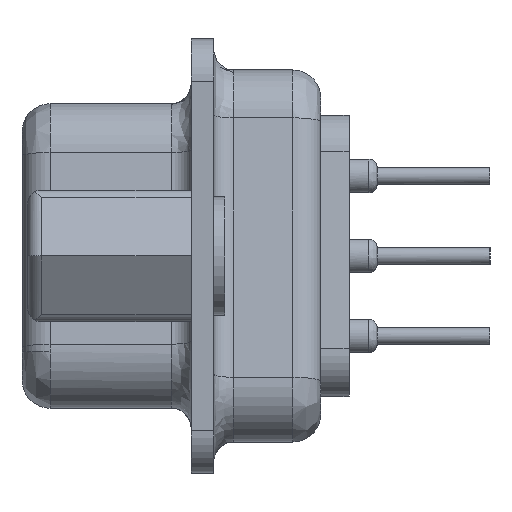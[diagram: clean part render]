
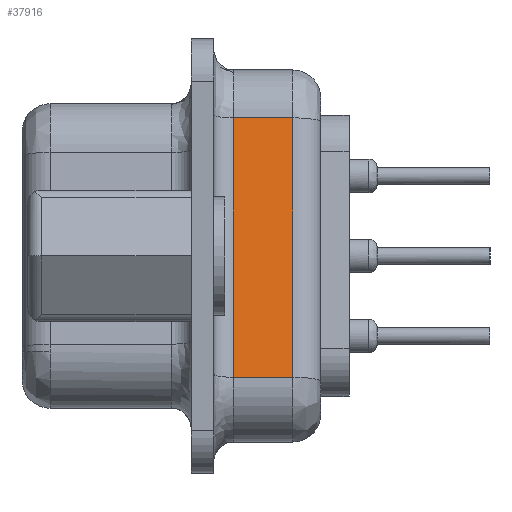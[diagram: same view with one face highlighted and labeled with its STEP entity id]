
A CAD part, left-side view. The second image highlights one B-rep face of the part: STEP entity #37916.
In plain terms, the highlighted planar face has unit normal (-0.989, 0, 0.15).
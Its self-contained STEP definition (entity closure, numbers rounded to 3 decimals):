
#1650 = EDGE_CURVE ( 'NONE', #28869, #5551, #23132, .T. ) ;
#2064 = EDGE_LOOP ( 'NONE', ( #32398, #13166, #11751, #28028 ) ) ;
#2522 = CARTESIAN_POINT ( 'NONE',  ( 0.586, 2., 44.1 ) ) ;
#4500 = FACE_OUTER_BOUND ( 'NONE', #2064, .T. ) ;
#5551 = VERTEX_POINT ( 'NONE', #20161 ) ;
#5880 = DIRECTION ( 'NONE',  ( -0.15, 0., -0.989 ) ) ;
#6094 = DIRECTION ( 'NONE',  ( 0., -1., 0. ) ) ;
#9483 = CARTESIAN_POINT ( 'NONE',  ( 1.98, 2., 53.3 ) ) ;
#11686 = DIRECTION ( 'NONE',  ( 0.15, 0., 0.989 ) ) ;
#11751 = ORIENTED_EDGE ( 'NONE', *, *, #1650, .T. ) ;
#11894 = CARTESIAN_POINT ( 'NONE',  ( 0.586, 74.235, 44.1 ) ) ;
#11954 = VECTOR ( 'NONE', #5880, 1000. ) ;
#12808 = LINE ( 'NONE', #36710, #29249 ) ;
#13166 = ORIENTED_EDGE ( 'NONE', *, *, #21468, .F. ) ;
#13638 = VERTEX_POINT ( 'NONE', #2522 ) ;
#13779 = AXIS2_PLACEMENT_3D ( 'NONE', #11894, #35315, #11686 ) ;
#16674 = VERTEX_POINT ( 'NONE', #36880 ) ;
#18125 = EDGE_CURVE ( 'NONE', #16674, #13638, #12808, .T. ) ;
#20161 = CARTESIAN_POINT ( 'NONE',  ( 1.98, 4.1, 53.3 ) ) ;
#20183 = LINE ( 'NONE', #40495, #35209 ) ;
#21468 = EDGE_CURVE ( 'NONE', #28869, #13638, #25788, .T. ) ;
#23132 = LINE ( 'NONE', #43031, #30189 ) ;
#25735 = PLANE ( 'NONE',  #13779 ) ;
#25788 = LINE ( 'NONE', #39628, #11954 ) ;
#26672 = DIRECTION ( 'NONE',  ( -0.15, 0., -0.989 ) ) ;
#28028 = ORIENTED_EDGE ( 'NONE', *, *, #39232, .T. ) ;
#28869 = VERTEX_POINT ( 'NONE', #9483 ) ;
#29249 = VECTOR ( 'NONE', #6094, 1000. ) ;
#30189 = VECTOR ( 'NONE', #36317, 1000. ) ;
#32398 = ORIENTED_EDGE ( 'NONE', *, *, #18125, .T. ) ;
#35209 = VECTOR ( 'NONE', #26672, 1000. ) ;
#35315 = DIRECTION ( 'NONE',  ( -0.989, 0., 0.15 ) ) ;
#36317 = DIRECTION ( 'NONE',  ( 0., 1., 0. ) ) ;
#36710 = CARTESIAN_POINT ( 'NONE',  ( 0.586, 74.235, 44.1 ) ) ;
#36880 = CARTESIAN_POINT ( 'NONE',  ( 0.586, 4.1, 44.1 ) ) ;
#37916 = ADVANCED_FACE ( 'NONE', ( #4500 ), #25735, .T. ) ;
#39232 = EDGE_CURVE ( 'NONE', #5551, #16674, #20183, .T. ) ;
#39628 = CARTESIAN_POINT ( 'NONE',  ( 1.617, 2., 50.91 ) ) ;
#40495 = CARTESIAN_POINT ( 'NONE',  ( 0.586, 4.1, 44.1 ) ) ;
#43031 = CARTESIAN_POINT ( 'NONE',  ( 1.98, 74.235, 53.3 ) ) ;
